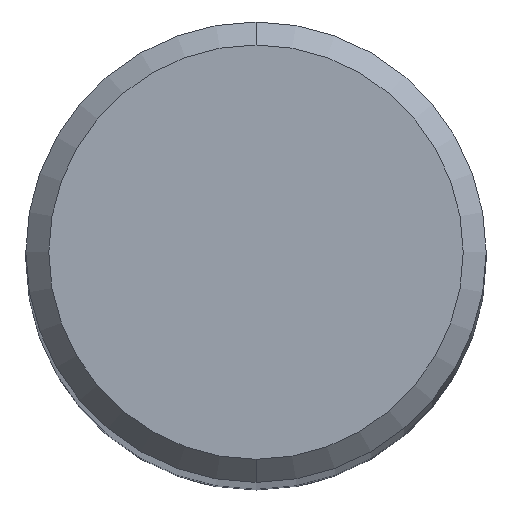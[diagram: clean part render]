
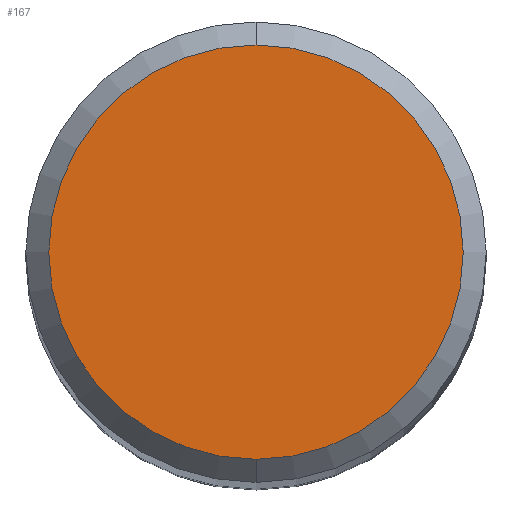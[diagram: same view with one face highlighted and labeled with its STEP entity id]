
A CAD part, top view. The second image highlights one B-rep face of the part: STEP entity #167.
In plain terms, the highlighted planar face has unit normal (0, 0, 1).
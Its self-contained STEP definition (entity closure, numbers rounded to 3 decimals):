
#121=VERTEX_POINT('',#241);
#163=EDGE_CURVE('',#169,#121,#286,.T.);
#167=ADVANCED_FACE('',(#291),#292,.T.);
#169=VERTEX_POINT('',#294);
#171=EDGE_CURVE('',#121,#169,#296,.T.);
#241=CARTESIAN_POINT('',(0.,-7.2,0.0));
#286=CIRCLE('',#426,7.2);
#291=FACE_OUTER_BOUND('',#431,.T.);
#292=PLANE('',#432);
#294=CARTESIAN_POINT('',(0.0,7.2,0.0));
#296=CIRCLE('',#437,7.2);
#426=AXIS2_PLACEMENT_3D('',#556,#557,#558);
#431=EDGE_LOOP('',(#569,#570));
#432=AXIS2_PLACEMENT_3D('',#571,#572,#573);
#437=AXIS2_PLACEMENT_3D('',#574,#575,#576);
#556=CARTESIAN_POINT('',(0.0,0.0,0.0));
#557=DIRECTION('',(0.0,0.0,-1.0));
#558=DIRECTION('',(0.0,1.0,0.0));
#569=ORIENTED_EDGE('',*,*,#163,.F.);
#570=ORIENTED_EDGE('',*,*,#171,.F.);
#571=CARTESIAN_POINT('',(0.0,3.6,0.0));
#572=DIRECTION('',(-0.0,0.0,1.0));
#573=DIRECTION('',(0.0,-1.0,0.0));
#574=CARTESIAN_POINT('',(0.0,0.0,0.0));
#575=DIRECTION('',(0.0,0.0,-1.0));
#576=DIRECTION('',(0.0,1.0,0.0));
